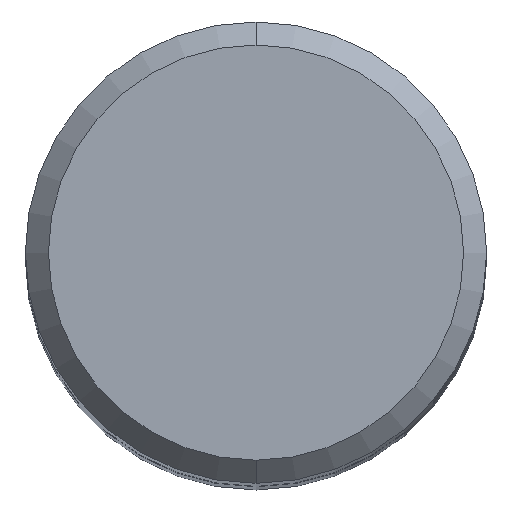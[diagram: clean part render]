
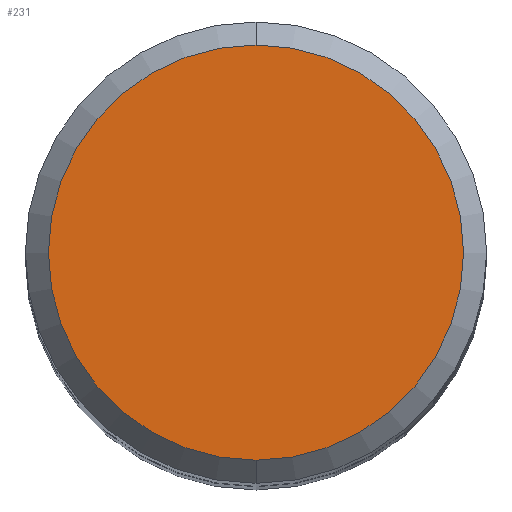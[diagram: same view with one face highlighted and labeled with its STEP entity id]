
A CAD part, top view. The second image highlights one B-rep face of the part: STEP entity #231.
In plain terms, the highlighted planar face has unit normal (0, 0, 1).
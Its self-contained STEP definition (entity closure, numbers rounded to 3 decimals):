
#231=ADVANCED_FACE('',(#532),#533,.T.);
#291=VERTEX_POINT('',#606);
#299=VERTEX_POINT('',#615);
#341=EDGE_CURVE('',#291,#299,#659,.T.);
#429=EDGE_CURVE('',#299,#291,#755,.T.);
#532=FACE_OUTER_BOUND('',#937,.T.);
#533=PLANE('',#938);
#606=CARTESIAN_POINT('',(0.,-5.4,0.0));
#615=CARTESIAN_POINT('',(0.0,5.4,0.0));
#659=CIRCLE('',#1167,5.4);
#755=CIRCLE('',#1419,5.4);
#937=EDGE_LOOP('',(#1514,#1515));
#938=AXIS2_PLACEMENT_3D('',#1516,#1517,#1518);
#1167=AXIS2_PLACEMENT_3D('',#1669,#1670,#1671);
#1419=AXIS2_PLACEMENT_3D('',#1778,#1779,#1780);
#1514=ORIENTED_EDGE('',*,*,#429,.F.);
#1515=ORIENTED_EDGE('',*,*,#341,.F.);
#1516=CARTESIAN_POINT('',(0.0,2.7,0.0));
#1517=DIRECTION('',(-0.0,0.0,1.0));
#1518=DIRECTION('',(0.0,-1.0,0.0));
#1669=CARTESIAN_POINT('',(0.0,0.0,0.0));
#1670=DIRECTION('',(0.0,0.0,-1.0));
#1671=DIRECTION('',(0.0,1.0,0.0));
#1778=CARTESIAN_POINT('',(0.0,0.0,0.0));
#1779=DIRECTION('',(0.0,0.0,-1.0));
#1780=DIRECTION('',(0.0,1.0,0.0));
